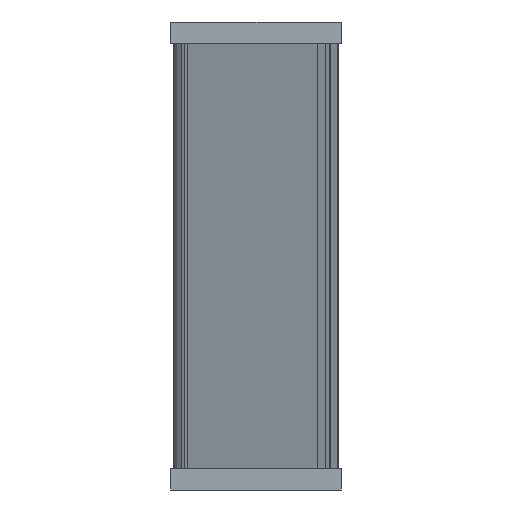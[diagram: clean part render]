
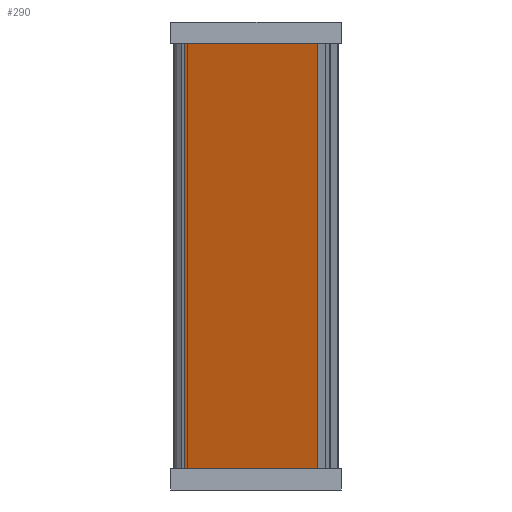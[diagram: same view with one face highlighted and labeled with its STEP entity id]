
A CAD part, left-side view. The second image highlights one B-rep face of the part: STEP entity #290.
In plain terms, the highlighted planar face has unit normal (-0.94, 0.342, 0).
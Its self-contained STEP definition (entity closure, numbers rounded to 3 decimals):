
#67 = EDGE_LOOP ( 'NONE', ( #1209, #325, #603, #862 ) ) ;
#164 = LINE ( 'NONE', #1053, #678 ) ;
#175 = DIRECTION ( 'NONE',  ( 0.342, 0.94, 0. ) ) ;
#177 = CARTESIAN_POINT ( 'NONE',  ( 6.033, 0., -100. ) ) ;
#180 = CARTESIAN_POINT ( 'NONE',  ( -6.955, -35.684, -100. ) ) ;
#184 = VECTOR ( 'NONE', #580, 1000. ) ;
#195 = DIRECTION ( 'NONE',  ( 0., 0., 1. ) ) ;
#252 = VECTOR ( 'NONE', #195, 1000. ) ;
#268 = VECTOR ( 'NONE', #904, 1000. ) ;
#290 = ADVANCED_FACE ( 'NONE', ( #484 ), #1095, .F. ) ;
#293 = EDGE_CURVE ( 'NONE', #865, #863, #692, .T. ) ;
#325 = ORIENTED_EDGE ( 'NONE', *, *, #479, .F. ) ;
#431 = DIRECTION ( 'NONE',  ( 0., 0., 1. ) ) ;
#479 = EDGE_CURVE ( 'NONE', #863, #670, #164, .T. ) ;
#484 = FACE_OUTER_BOUND ( 'NONE', #67, .T. ) ;
#569 = CARTESIAN_POINT ( 'NONE',  ( -6.955, -35.684, 0. ) ) ;
#580 = DIRECTION ( 'NONE',  ( 0.342, 0.94, 0. ) ) ;
#603 = ORIENTED_EDGE ( 'NONE', *, *, #293, .F. ) ;
#662 = AXIS2_PLACEMENT_3D ( 'NONE', #1091, #775, #175 ) ;
#670 = VERTEX_POINT ( 'NONE', #1167 ) ;
#678 = VECTOR ( 'NONE', #431, 1000. ) ;
#692 = LINE ( 'NONE', #177, #184 ) ;
#738 = VERTEX_POINT ( 'NONE', #569 ) ;
#775 = DIRECTION ( 'NONE',  ( 0.94, -0.342, 0. ) ) ;
#785 = CARTESIAN_POINT ( 'NONE',  ( 5.075, -2.632, -100. ) ) ;
#797 = LINE ( 'NONE', #1210, #268 ) ;
#862 = ORIENTED_EDGE ( 'NONE', *, *, #1248, .T. ) ;
#863 = VERTEX_POINT ( 'NONE', #785 ) ;
#865 = VERTEX_POINT ( 'NONE', #180 ) ;
#904 = DIRECTION ( 'NONE',  ( 0.342, 0.94, 0. ) ) ;
#975 = EDGE_CURVE ( 'NONE', #738, #670, #797, .T. ) ;
#1053 = CARTESIAN_POINT ( 'NONE',  ( 5.075, -2.632, -100. ) ) ;
#1091 = CARTESIAN_POINT ( 'NONE',  ( 6.033, 0., -100. ) ) ;
#1095 = PLANE ( 'NONE',  #662 ) ;
#1113 = CARTESIAN_POINT ( 'NONE',  ( -6.955, -35.684, -100. ) ) ;
#1167 = CARTESIAN_POINT ( 'NONE',  ( 5.075, -2.632, 0. ) ) ;
#1209 = ORIENTED_EDGE ( 'NONE', *, *, #975, .T. ) ;
#1210 = CARTESIAN_POINT ( 'NONE',  ( 6.033, 0., 0. ) ) ;
#1248 = EDGE_CURVE ( 'NONE', #865, #738, #1293, .T. ) ;
#1293 = LINE ( 'NONE', #1113, #252 ) ;
